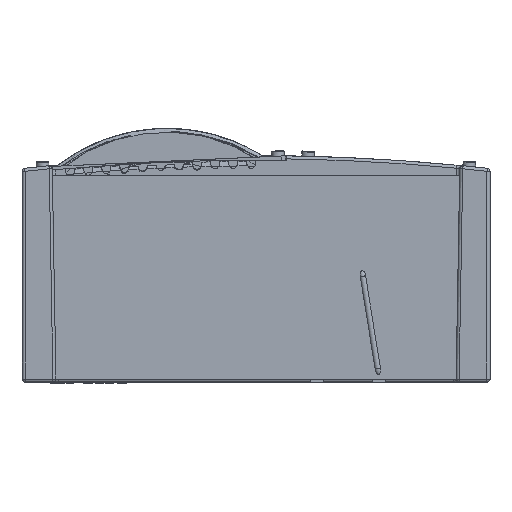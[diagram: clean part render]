
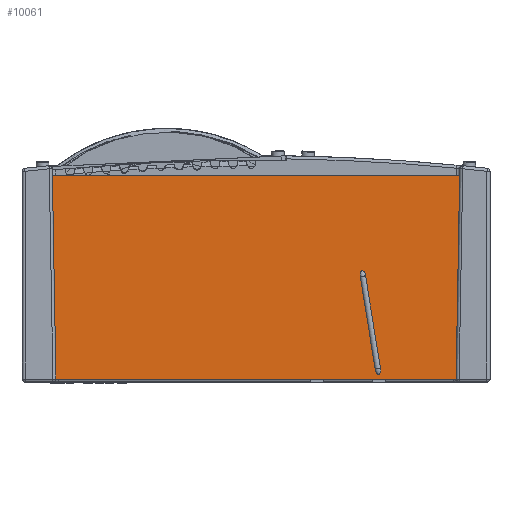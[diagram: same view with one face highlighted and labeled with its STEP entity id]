
A CAD part, front view. The second image highlights one B-rep face of the part: STEP entity #10061.
In plain terms, the highlighted planar face has unit normal (0, -1, 0).
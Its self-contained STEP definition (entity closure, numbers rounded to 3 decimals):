
#9713=CARTESIAN_POINT('',(-134.885,10.99,136.912));
#9714=VERTEX_POINT('',#9713);
#9721=CARTESIAN_POINT('',(134.885,10.99,136.912));
#9722=VERTEX_POINT('',#9721);
#9723=CARTESIAN_POINT('',(-134.885,10.99,136.912));
#9724=DIRECTION('',(1.0,0.0,0.0));
#9725=VECTOR('',#9724,269.771);
#9726=LINE('',#9723,#9725);
#9727=EDGE_CURVE('',#9714,#9722,#9726,.T.);
#9949=CARTESIAN_POINT('',(-150.,10.99,2.));
#9950=DIRECTION('',(0.0,-1.0,0.0));
#9951=DIRECTION('',(0.0,0.0,-1.0));
#9952=AXIS2_PLACEMENT_3D('',#9949,#9950,#9951);
#9953=PLANE('',#9952);
#9954=CARTESIAN_POINT('',(132.531,10.99,2.035));
#9955=VERTEX_POINT('',#9954);
#9956=CARTESIAN_POINT('',(134.885,10.99,136.912));
#9957=DIRECTION('',(-0.017,0.,-1.));
#9958=VECTOR('',#9957,134.897);
#9959=LINE('',#9956,#9958);
#9960=EDGE_CURVE('',#9722,#9955,#9959,.T.);
#9961=ORIENTED_EDGE('',*,*,#9960,.F.);
#9962=ORIENTED_EDGE('',*,*,#9727,.F.);
#9963=CARTESIAN_POINT('',(-132.531,10.99,2.035));
#9964=VERTEX_POINT('',#9963);
#9965=CARTESIAN_POINT('',(-132.531,10.99,2.035));
#9966=DIRECTION('',(-0.017,0.,1.));
#9967=VECTOR('',#9966,134.897);
#9968=LINE('',#9965,#9967);
#9969=EDGE_CURVE('',#9964,#9714,#9968,.T.);
#9970=ORIENTED_EDGE('',*,*,#9969,.F.);
#9971=CARTESIAN_POINT('',(-132.531,10.99,2.));
#9972=VERTEX_POINT('',#9971);
#9973=CARTESIAN_POINT('',(-134.531,10.99,2.));
#9974=DIRECTION('',(0.0,-1.0,0.0));
#9975=DIRECTION('',(0.713,0.0,-0.701));
#9976=AXIS2_PLACEMENT_3D('',#9973,#9974,#9975);
#9977=CIRCLE('',#9976,2.);
#9978=EDGE_CURVE('',#9972,#9964,#9977,.T.);
#9979=ORIENTED_EDGE('',*,*,#9978,.F.);
#9980=CARTESIAN_POINT('',(132.531,10.99,2.));
#9981=VERTEX_POINT('',#9980);
#9982=CARTESIAN_POINT('',(-132.531,10.99,2.));
#9983=DIRECTION('',(1.0,0.0,0.0));
#9984=VECTOR('',#9983,265.062);
#9985=LINE('',#9982,#9984);
#9986=EDGE_CURVE('',#9972,#9981,#9985,.T.);
#9987=ORIENTED_EDGE('',*,*,#9986,.T.);
#9988=CARTESIAN_POINT('',(134.531,10.99,2.));
#9989=DIRECTION('',(0.0,-1.0,0.0));
#9990=DIRECTION('',(-0.713,0.0,-0.701));
#9991=AXIS2_PLACEMENT_3D('',#9988,#9989,#9990);
#9992=CIRCLE('',#9991,2.0);
#9993=EDGE_CURVE('',#9955,#9981,#9992,.T.);
#9994=ORIENTED_EDGE('',*,*,#9993,.F.);
#9995=EDGE_LOOP('',(#9961,#9962,#9970,#9979,#9987,#9994));
#9996=FACE_OUTER_BOUND('',#9995,.T.);
#9997=CARTESIAN_POINT('',(72.558,10.99,70.349));
#9998=VERTEX_POINT('',#9997);
#9999=CARTESIAN_POINT('',(69.041,10.99,69.78));
#10000=VERTEX_POINT('',#9999);
#10001=CARTESIAN_POINT('',(72.558,10.99,70.349));
#10002=CARTESIAN_POINT('',(72.418,10.99,71.21));
#10003=CARTESIAN_POINT('',(72.167,10.99,72.227));
#10004=CARTESIAN_POINT('',(71.531,10.99,73.154));
#10005=CARTESIAN_POINT('',(71.329,10.99,73.378));
#10006=CARTESIAN_POINT('',(70.985,10.99,73.621));
#10007=CARTESIAN_POINT('',(70.803,10.99,73.71));
#10008=CARTESIAN_POINT('',(70.504,10.99,73.782));
#10009=CARTESIAN_POINT('',(70.337,10.99,73.79));
#10010=CARTESIAN_POINT('',(70.062,10.99,73.745));
#10011=CARTESIAN_POINT('',(69.907,10.99,73.685));
#10012=CARTESIAN_POINT('',(69.645,10.99,73.522));
#10013=CARTESIAN_POINT('',(69.501,10.99,73.38));
#10014=CARTESIAN_POINT('',(69.251,10.99,73.042));
#10015=CARTESIAN_POINT('',(69.13,10.99,72.765));
#10016=CARTESIAN_POINT('',(68.819,10.99,71.684));
#10017=CARTESIAN_POINT('',(68.902,10.99,70.641));
#10018=CARTESIAN_POINT('',(69.041,10.99,69.78));
#10019=B_SPLINE_CURVE_WITH_KNOTS('',3,(#10001,#10002,#10003,#10004,#10005,#10006,#10007,#10008,#10009,#10010,#10011,#10012,#10013,#10014,#10015,#10016,#10017,#10018),.UNSPECIFIED.,.F.,.U.,(4,2,2,2,2,2,2,2,4),(-0.859,-0.598,-0.522,-0.471,-0.43,-0.388,-0.337,-0.262,0.),.UNSPECIFIED.);
#10020=EDGE_CURVE('',#9998,#10000,#10019,.T.);
#10021=ORIENTED_EDGE('',*,*,#10020,.F.);
#10022=CARTESIAN_POINT('',(82.47,10.99,9.147));
#10023=VERTEX_POINT('',#10022);
#10024=CARTESIAN_POINT('',(82.47,10.99,9.147));
#10025=DIRECTION('',(-0.16,0.,0.987));
#10026=VECTOR('',#10025,62.);
#10027=LINE('',#10024,#10026);
#10028=EDGE_CURVE('',#10023,#9998,#10027,.T.);
#10029=ORIENTED_EDGE('',*,*,#10028,.F.);
#10030=CARTESIAN_POINT('',(78.954,10.99,8.577));
#10031=VERTEX_POINT('',#10030);
#10032=CARTESIAN_POINT('',(78.954,10.99,8.577));
#10033=CARTESIAN_POINT('',(79.093,10.99,7.716));
#10034=CARTESIAN_POINT('',(79.345,10.99,6.7));
#10035=CARTESIAN_POINT('',(79.98,10.99,5.772));
#10036=CARTESIAN_POINT('',(80.183,10.99,5.548));
#10037=CARTESIAN_POINT('',(80.526,10.99,5.305));
#10038=CARTESIAN_POINT('',(80.708,10.99,5.216));
#10039=CARTESIAN_POINT('',(81.008,10.99,5.144));
#10040=CARTESIAN_POINT('',(81.175,10.99,5.136));
#10041=CARTESIAN_POINT('',(81.449,10.99,5.181));
#10042=CARTESIAN_POINT('',(81.605,10.99,5.241));
#10043=CARTESIAN_POINT('',(81.866,10.99,5.404));
#10044=CARTESIAN_POINT('',(82.011,10.99,5.546));
#10045=CARTESIAN_POINT('',(82.26,10.99,5.885));
#10046=CARTESIAN_POINT('',(82.381,10.99,6.161));
#10047=CARTESIAN_POINT('',(82.692,10.99,7.242));
#10048=CARTESIAN_POINT('',(82.61,10.99,8.285));
#10049=CARTESIAN_POINT('',(82.47,10.99,9.147));
#10050=B_SPLINE_CURVE_WITH_KNOTS('',3,(#10032,#10033,#10034,#10035,#10036,#10037,#10038,#10039,#10040,#10041,#10042,#10043,#10044,#10045,#10046,#10047,#10048,#10049),.UNSPECIFIED.,.F.,.U.,(4,2,2,2,2,2,2,2,4),(0.0,0.262,0.337,0.388,0.43,0.471,0.522,0.598,0.859),.UNSPECIFIED.);
#10051=EDGE_CURVE('',#10031,#10023,#10050,.T.);
#10052=ORIENTED_EDGE('',*,*,#10051,.F.);
#10053=CARTESIAN_POINT('',(69.041,10.99,69.78));
#10054=DIRECTION('',(0.16,0.,-0.987));
#10055=VECTOR('',#10054,62.);
#10056=LINE('',#10053,#10055);
#10057=EDGE_CURVE('',#10000,#10031,#10056,.T.);
#10058=ORIENTED_EDGE('',*,*,#10057,.F.);
#10059=EDGE_LOOP('',(#10021,#10029,#10052,#10058));
#10060=FACE_BOUND('',#10059,.T.);
#10061=ADVANCED_FACE('',(#9996,#10060),#9953,.T.);
